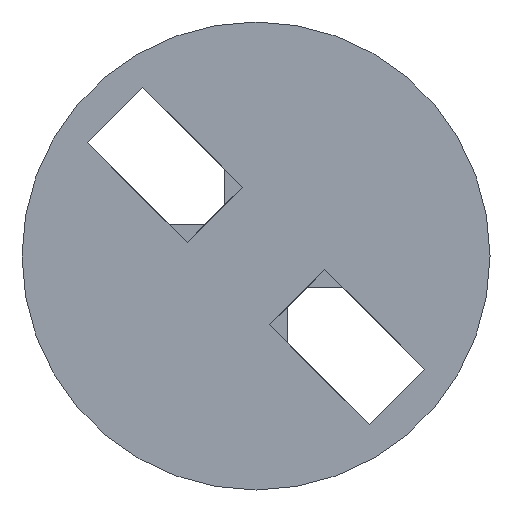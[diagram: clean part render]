
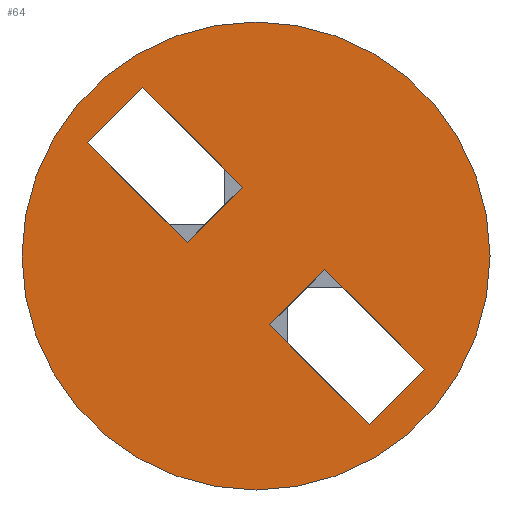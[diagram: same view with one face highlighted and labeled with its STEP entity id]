
A CAD part, front view. The second image highlights one B-rep face of the part: STEP entity #64.
In plain terms, the highlighted planar face has unit normal (0, -1, 0).
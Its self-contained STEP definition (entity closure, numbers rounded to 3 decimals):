
#64=ADVANCED_FACE('NONE',(#160,#161,#162),#163,.F.);
#160=FACE_OUTER_BOUND('',#288,.T.);
#161=FACE_BOUND('',#289,.T.);
#162=FACE_BOUND('',#290,.T.);
#163=PLANE('',#291);
#288=EDGE_LOOP('',(#410,#411));
#289=EDGE_LOOP('',(#412,#413,#414,#415));
#290=EDGE_LOOP('',(#416,#417,#418,#419));
#291=AXIS2_PLACEMENT_3D('',#420,#421,#422);
#410=ORIENTED_EDGE('',*,*,#779,.T.);
#411=ORIENTED_EDGE('',*,*,#780,.T.);
#412=ORIENTED_EDGE('',*,*,#781,.T.);
#413=ORIENTED_EDGE('',*,*,#782,.F.);
#414=ORIENTED_EDGE('',*,*,#783,.T.);
#415=ORIENTED_EDGE('',*,*,#784,.F.);
#416=ORIENTED_EDGE('',*,*,#785,.T.);
#417=ORIENTED_EDGE('',*,*,#786,.F.);
#418=ORIENTED_EDGE('',*,*,#787,.T.);
#419=ORIENTED_EDGE('',*,*,#788,.F.);
#420=CARTESIAN_POINT('',(-3.036,0.0,-3.036));
#421=DIRECTION('',(0.0,1.0,0.0));
#422=DIRECTION('',(1.0,0.0,-0.0));
#779=EDGE_CURVE('NONE',#925,#926,#927,.T.);
#780=EDGE_CURVE('NONE',#926,#925,#928,.T.);
#781=EDGE_CURVE('NONE',#929,#930,#931,.T.);
#782=EDGE_CURVE('NONE',#932,#930,#933,.T.);
#783=EDGE_CURVE('NONE',#932,#934,#935,.T.);
#784=EDGE_CURVE('NONE',#929,#934,#936,.T.);
#785=EDGE_CURVE('NONE',#937,#938,#939,.T.);
#786=EDGE_CURVE('NONE',#940,#938,#941,.T.);
#787=EDGE_CURVE('NONE',#940,#942,#943,.T.);
#788=EDGE_CURVE('NONE',#937,#942,#944,.T.);
#925=VERTEX_POINT('NONE',#1139);
#926=VERTEX_POINT('NONE',#1140);
#927=CIRCLE('',#1141,3.0);
#928=CIRCLE('',#1142,3.0);
#929=VERTEX_POINT('NONE',#1143);
#930=VERTEX_POINT('NONE',#1144);
#931=LINE('',#1145,#1146);
#932=VERTEX_POINT('NONE',#1147);
#933=LINE('',#1148,#1149);
#934=VERTEX_POINT('NONE',#1150);
#935=LINE('',#1151,#1152);
#936=LINE('',#1153,#1154);
#937=VERTEX_POINT('NONE',#1155);
#938=VERTEX_POINT('NONE',#1156);
#939=LINE('',#1157,#1158);
#940=VERTEX_POINT('NONE',#1159);
#941=LINE('',#1160,#1161);
#942=VERTEX_POINT('NONE',#1162);
#943=LINE('',#1163,#1164);
#944=LINE('',#1165,#1166);
#1139=CARTESIAN_POINT('',(0.0,0.0,-3.0));
#1140=CARTESIAN_POINT('',(0.,0.0,3.0));
#1141=AXIS2_PLACEMENT_3D('',#1454,#1455,#1456);
#1142=AXIS2_PLACEMENT_3D('',#1457,#1458,#1459);
#1143=CARTESIAN_POINT('',(-0.177,0.,0.884));
#1144=CARTESIAN_POINT('',(-0.884,0.,0.177));
#1145=CARTESIAN_POINT('',(-0.53,0.0,0.53));
#1146=VECTOR('',#1460,1000.0);
#1147=CARTESIAN_POINT('',(-2.157,0.,1.45));
#1148=CARTESIAN_POINT('',(-0.884,0.,0.177));
#1149=VECTOR('',#1461,1000.0);
#1150=CARTESIAN_POINT('',(-1.45,0.,2.157));
#1151=CARTESIAN_POINT('',(-1.803,0.0,1.803));
#1152=VECTOR('',#1462,1000.0);
#1153=CARTESIAN_POINT('',(-1.45,0.,2.157));
#1154=VECTOR('',#1463,1000.0);
#1155=CARTESIAN_POINT('',(2.157,0.,-1.45));
#1156=CARTESIAN_POINT('',(1.45,0.,-2.157));
#1157=CARTESIAN_POINT('',(1.803,0.0,-1.803));
#1158=VECTOR('',#1464,1000.0);
#1159=CARTESIAN_POINT('',(0.177,0.,-0.884));
#1160=CARTESIAN_POINT('',(1.45,0.,-2.157));
#1161=VECTOR('',#1465,1000.0);
#1162=CARTESIAN_POINT('',(0.884,0.,-0.177));
#1163=CARTESIAN_POINT('',(0.53,0.0,-0.53));
#1164=VECTOR('',#1466,1000.0);
#1165=CARTESIAN_POINT('',(0.884,0.,-0.177));
#1166=VECTOR('',#1467,1000.0);
#1454=CARTESIAN_POINT('',(0.0,0.0,0.0));
#1455=DIRECTION('',(0.0,-1.0,0.0));
#1456=DIRECTION('',(0.0,0.0,-1.0));
#1457=CARTESIAN_POINT('',(0.0,0.0,0.0));
#1458=DIRECTION('',(0.0,-1.0,0.0));
#1459=DIRECTION('',(0.0,0.0,-1.0));
#1460=DIRECTION('',(-0.707,0.0,-0.707));
#1461=DIRECTION('',(0.707,-0.0,-0.707));
#1462=DIRECTION('',(0.707,0.0,0.707));
#1463=DIRECTION('',(-0.707,-0.0,0.707));
#1464=DIRECTION('',(-0.707,0.0,-0.707));
#1465=DIRECTION('',(0.707,-0.0,-0.707));
#1466=DIRECTION('',(0.707,0.0,0.707));
#1467=DIRECTION('',(-0.707,-0.0,0.707));
